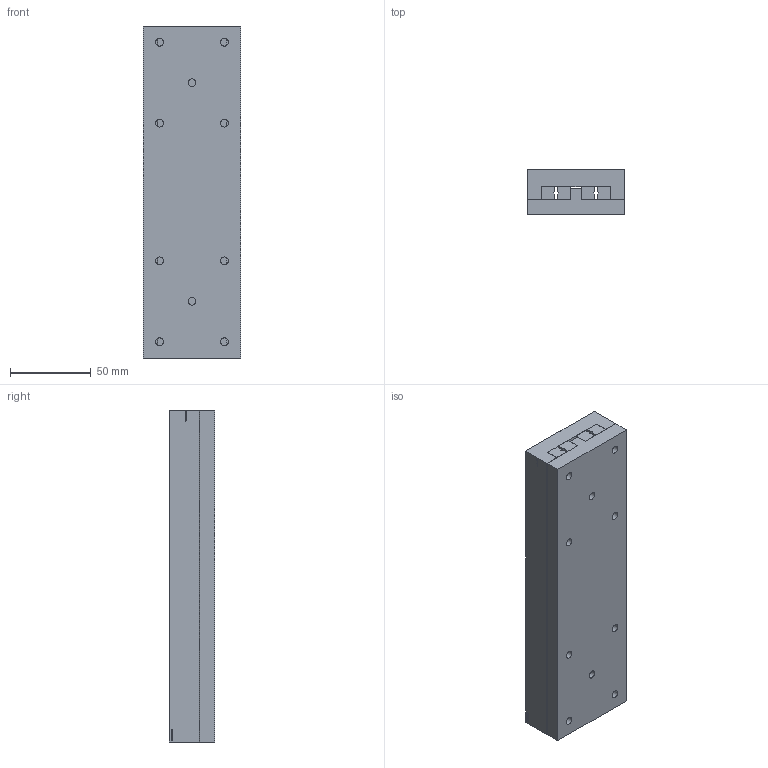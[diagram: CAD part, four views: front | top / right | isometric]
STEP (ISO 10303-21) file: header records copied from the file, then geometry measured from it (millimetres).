
FILE_DESCRIPTION(('FreeCAD Model'),'2;1');
FILE_NAME('NK 3-205 B.step', '2020-04-20T13:17:20',('Author'),(''), 'Open CASCADE STEP processor 6.8','FreeCAD','Unknown');
FILE_SCHEMA(('AUTOMOTIVE_DESIGN_CC2 { 1 2 10303 214 -1 1 5 4 }'));
Length unit declared in the file: millimetre
Products named in the file (3): ASSEMBLY; OT; UT
Assembly tree (2 placements, depth 2):
  ASSEMBLY
    OT
    UT
Bounding box: 60 x 28 x 205 mm (x, y, z)
Volume: 331097.9 mm3; surface area: 100201.2 mm2
Topology: 6 solids, 6 shells, 599 faces, 1649 edges, 1084 vertices
Faces by surface type: extrusion 282, plane 269, cylinder 34, cone 14
Full cylindrical faces by diameter (mm): 4 x14, 4.8 x10, 6 x10
Entity records: 40887 total; most frequent: CARTESIAN_POINT 9477, DIRECTION 4847, VECTOR 3895, LINE 3613, ORIENTED_EDGE 3298, PCURVE 3298, DEFINITIONAL_REPRESENTATION 3298, EDGE_CURVE 1649
